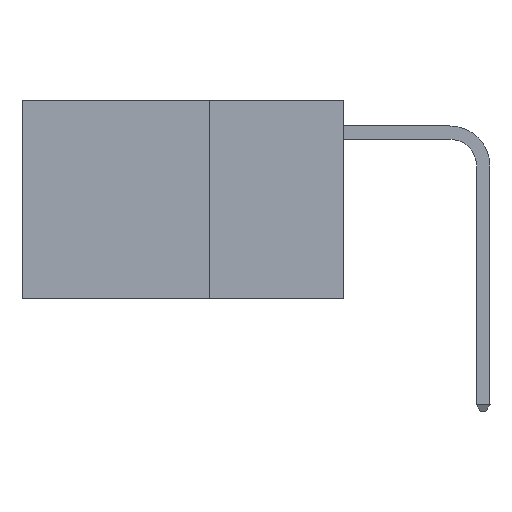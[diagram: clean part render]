
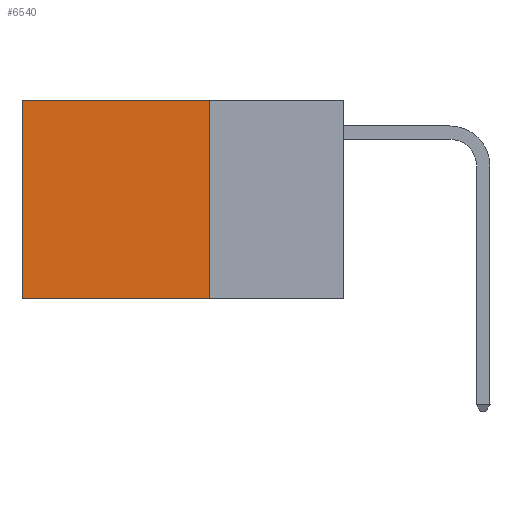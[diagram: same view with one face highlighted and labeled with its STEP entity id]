
A CAD part, left-side view. The second image highlights one B-rep face of the part: STEP entity #6540.
In plain terms, the highlighted planar face has unit normal (-1, 0, 0).
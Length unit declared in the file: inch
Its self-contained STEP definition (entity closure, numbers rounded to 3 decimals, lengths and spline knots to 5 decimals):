
#215 = CARTESIAN_POINT ( 'NONE',  ( 0.2625, 0.25, 0. ) ) ;
#277 = ORIENTED_EDGE ( 'NONE', *, *, #6322, .T. ) ;
#881 = VERTEX_POINT ( 'NONE', #1225 ) ;
#991 = VERTEX_POINT ( 'NONE', #215 ) ;
#1108 = LINE ( 'NONE', #4647, #7348 ) ;
#1225 = CARTESIAN_POINT ( 'NONE',  ( 0.2625, 0.6, 0. ) ) ;
#1408 = DIRECTION ( 'NONE',  ( 0., 0., -1. ) ) ;
#1419 = CARTESIAN_POINT ( 'NONE',  ( 0.2625, 0.25, 0. ) ) ;
#1501 = EDGE_LOOP ( 'NONE', ( #277, #2116, #5502, #7069 ) ) ;
#1751 = VECTOR ( 'NONE', #7738, 39.37008 ) ;
#2096 = DIRECTION ( 'NONE',  ( 0., 0., -1. ) ) ;
#2116 = ORIENTED_EDGE ( 'NONE', *, *, #4117, .F. ) ;
#2169 = LINE ( 'NONE', #7402, #5375 ) ;
#2907 = CARTESIAN_POINT ( 'NONE',  ( 0.2625, 0.6, -0.37 ) ) ;
#3507 = CARTESIAN_POINT ( 'NONE',  ( 0.2625, 0.25, 0. ) ) ;
#3603 = LINE ( 'NONE', #5327, #8026 ) ;
#3806 = CARTESIAN_POINT ( 'NONE',  ( 0.2625, 0.25, -0.37 ) ) ;
#4117 = EDGE_CURVE ( 'NONE', #4359, #4499, #3603, .T. ) ;
#4359 = VERTEX_POINT ( 'NONE', #3806 ) ;
#4499 = VERTEX_POINT ( 'NONE', #2907 ) ;
#4647 = CARTESIAN_POINT ( 'NONE',  ( 0.2625, 0.25, 0. ) ) ;
#5260 = EDGE_CURVE ( 'NONE', #991, #4359, #1108, .T. ) ;
#5327 = CARTESIAN_POINT ( 'NONE',  ( 0.2625, 0.25, -0.37 ) ) ;
#5375 = VECTOR ( 'NONE', #7997, 39.37008 ) ;
#5377 = DIRECTION ( 'NONE',  ( 0., 1., 0. ) ) ;
#5386 = EDGE_CURVE ( 'NONE', #991, #881, #6563, .T. ) ;
#5502 = ORIENTED_EDGE ( 'NONE', *, *, #5260, .F. ) ;
#5909 = DIRECTION ( 'NONE',  ( 1., 0., 0. ) ) ;
#6146 = AXIS2_PLACEMENT_3D ( 'NONE', #1419, #5909, #2096 ) ;
#6322 = EDGE_CURVE ( 'NONE', #881, #4499, #2169, .T. ) ;
#6490 = FACE_OUTER_BOUND ( 'NONE', #1501, .T. ) ;
#6540 = ADVANCED_FACE ( 'NONE', ( #6490 ), #7644, .F. ) ;
#6563 = LINE ( 'NONE', #3507, #1751 ) ;
#7069 = ORIENTED_EDGE ( 'NONE', *, *, #5386, .T. ) ;
#7348 = VECTOR ( 'NONE', #1408, 39.37008 ) ;
#7402 = CARTESIAN_POINT ( 'NONE',  ( 0.2625, 0.6, 0. ) ) ;
#7644 = PLANE ( 'NONE',  #6146 ) ;
#7738 = DIRECTION ( 'NONE',  ( 0., 1., 0. ) ) ;
#7997 = DIRECTION ( 'NONE',  ( 0., 0., -1. ) ) ;
#8026 = VECTOR ( 'NONE', #5377, 39.37008 ) ;
